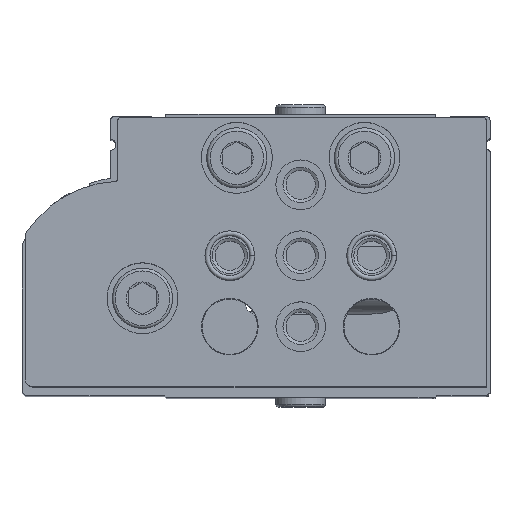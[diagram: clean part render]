
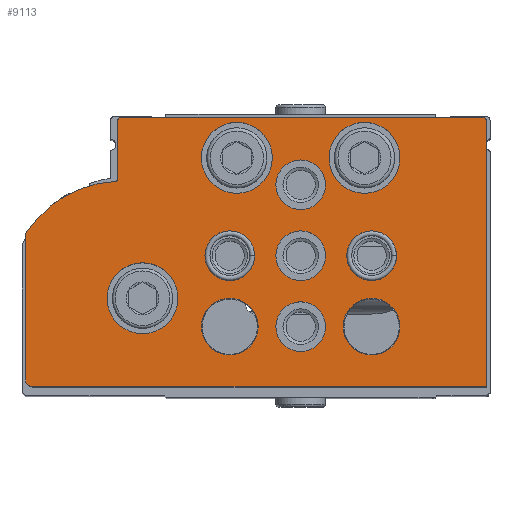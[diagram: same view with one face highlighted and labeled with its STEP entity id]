
A CAD part, top view. The second image highlights one B-rep face of the part: STEP entity #9113.
In plain terms, the highlighted face is planar.
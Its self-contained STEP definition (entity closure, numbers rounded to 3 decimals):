
#923=LINE('',#15096,#1636);
#925=LINE('',#15100,#1638);
#928=LINE('',#15108,#1641);
#933=LINE('',#15124,#1646);
#936=LINE('',#15132,#1649);
#1636=VECTOR('',#12254,1000.);
#1638=VECTOR('',#12258,1000.);
#1641=VECTOR('',#12267,1000.);
#1646=VECTOR('',#12286,1000.);
#1649=VECTOR('',#12295,1000.);
#3526=ORIENTED_EDGE('',*,*,#5154,.T.);
#3527=ORIENTED_EDGE('',*,*,#5155,.T.);
#3528=ORIENTED_EDGE('',*,*,#5156,.T.);
#3529=ORIENTED_EDGE('',*,*,#5157,.T.);
#3530=ORIENTED_EDGE('',*,*,#5158,.T.);
#3531=ORIENTED_EDGE('',*,*,#5159,.T.);
#3532=ORIENTED_EDGE('',*,*,#5160,.T.);
#3533=ORIENTED_EDGE('',*,*,#5161,.T.);
#3534=ORIENTED_EDGE('',*,*,#5162,.T.);
#3535=ORIENTED_EDGE('',*,*,#5163,.T.);
#3536=ORIENTED_EDGE('',*,*,#5131,.F.);
#3537=ORIENTED_EDGE('',*,*,#5152,.F.);
#3538=ORIENTED_EDGE('',*,*,#5150,.F.);
#3539=ORIENTED_EDGE('',*,*,#5148,.F.);
#3540=ORIENTED_EDGE('',*,*,#5146,.T.);
#3541=ORIENTED_EDGE('',*,*,#5144,.F.);
#3542=ORIENTED_EDGE('',*,*,#5142,.F.);
#3543=ORIENTED_EDGE('',*,*,#5140,.F.);
#3544=ORIENTED_EDGE('',*,*,#5138,.F.);
#3545=ORIENTED_EDGE('',*,*,#5136,.F.);
#3546=ORIENTED_EDGE('',*,*,#5134,.F.);
#5131=EDGE_CURVE('',#6123,#6124,#6688,.T.);
#5134=EDGE_CURVE('',#6124,#6125,#923,.T.);
#5136=EDGE_CURVE('',#6125,#6126,#925,.T.);
#5138=EDGE_CURVE('',#6126,#6127,#6689,.T.);
#5140=EDGE_CURVE('',#6127,#6128,#928,.T.);
#5142=EDGE_CURVE('',#6128,#6129,#6690,.T.);
#5144=EDGE_CURVE('',#6129,#6130,#6691,.T.);
#5146=EDGE_CURVE('',#6131,#6130,#6692,.T.);
#5148=EDGE_CURVE('',#6131,#6132,#933,.T.);
#5150=EDGE_CURVE('',#6132,#6133,#6693,.T.);
#5152=EDGE_CURVE('',#6133,#6123,#936,.T.);
#5154=EDGE_CURVE('',#6134,#6134,#6694,.T.);
#5155=EDGE_CURVE('',#6135,#6135,#6695,.T.);
#5156=EDGE_CURVE('',#6136,#6136,#6696,.T.);
#5157=EDGE_CURVE('',#6137,#6137,#6697,.T.);
#5158=EDGE_CURVE('',#6138,#6138,#6698,.T.);
#5159=EDGE_CURVE('',#6139,#6139,#6699,.T.);
#5160=EDGE_CURVE('',#6140,#6140,#6700,.T.);
#5161=EDGE_CURVE('',#6141,#6141,#6701,.T.);
#5162=EDGE_CURVE('',#6142,#6142,#6702,.T.);
#5163=EDGE_CURVE('',#6143,#6143,#6703,.T.);
#6123=VERTEX_POINT('',#15091);
#6124=VERTEX_POINT('',#15092);
#6125=VERTEX_POINT('',#15097);
#6126=VERTEX_POINT('',#15101);
#6127=VERTEX_POINT('',#15105);
#6128=VERTEX_POINT('',#15109);
#6129=VERTEX_POINT('',#15113);
#6130=VERTEX_POINT('',#15117);
#6131=VERTEX_POINT('',#15121);
#6132=VERTEX_POINT('',#15125);
#6133=VERTEX_POINT('',#15129);
#6134=VERTEX_POINT('',#15136);
#6135=VERTEX_POINT('',#15138);
#6136=VERTEX_POINT('',#15140);
#6137=VERTEX_POINT('',#15142);
#6138=VERTEX_POINT('',#15144);
#6139=VERTEX_POINT('',#15146);
#6140=VERTEX_POINT('',#15148);
#6141=VERTEX_POINT('',#15150);
#6142=VERTEX_POINT('',#15152);
#6143=VERTEX_POINT('',#15154);
#6688=CIRCLE('',#10049,0.5);
#6689=CIRCLE('',#10053,1.);
#6690=CIRCLE('',#10056,1.);
#6691=CIRCLE('',#10058,16.);
#6692=CIRCLE('',#10060,0.3);
#6693=CIRCLE('',#10063,0.5);
#6694=CIRCLE('',#10066,5.);
#6695=CIRCLE('',#10067,5.);
#6696=CIRCLE('',#10068,5.);
#6697=CIRCLE('',#10069,3.5);
#6698=CIRCLE('',#10070,3.5);
#6699=CIRCLE('',#10071,3.5);
#6700=CIRCLE('',#10072,3.5);
#6701=CIRCLE('',#10073,3.5);
#6702=CIRCLE('',#10074,4.);
#6703=CIRCLE('',#10075,4.);
#7313=EDGE_LOOP('',(#3526));
#7314=EDGE_LOOP('',(#3527));
#7315=EDGE_LOOP('',(#3528));
#7316=EDGE_LOOP('',(#3529));
#7317=EDGE_LOOP('',(#3530));
#7318=EDGE_LOOP('',(#3531));
#7319=EDGE_LOOP('',(#3532));
#7320=EDGE_LOOP('',(#3533));
#7321=EDGE_LOOP('',(#3534));
#7322=EDGE_LOOP('',(#3535));
#7323=EDGE_LOOP('',(#3536,#3537,#3538,#3539,#3540,#3541,#3542,#3543,#3544,
#3545,#3546));
#8130=FACE_BOUND('',#7313,.T.);
#8131=FACE_BOUND('',#7314,.T.);
#8132=FACE_BOUND('',#7315,.T.);
#8133=FACE_BOUND('',#7316,.T.);
#8134=FACE_BOUND('',#7317,.T.);
#8135=FACE_BOUND('',#7318,.T.);
#8136=FACE_BOUND('',#7319,.T.);
#8137=FACE_BOUND('',#7320,.T.);
#8138=FACE_BOUND('',#7321,.T.);
#8139=FACE_BOUND('',#7322,.T.);
#8140=FACE_BOUND('',#7323,.T.);
#8645=PLANE('',#10065);
#9113=ADVANCED_FACE('',(#8130,#8131,#8132,#8133,#8134,#8135,#8136,#8137,
#8138,#8139,#8140),#8645,.F.);
#10049=AXIS2_PLACEMENT_3D('',#15090,#12248,#12249);
#10053=AXIS2_PLACEMENT_3D('',#15104,#12262,#12263);
#10056=AXIS2_PLACEMENT_3D('',#15112,#12271,#12272);
#10058=AXIS2_PLACEMENT_3D('',#15116,#12276,#12277);
#10060=AXIS2_PLACEMENT_3D('',#15120,#12281,#12282);
#10063=AXIS2_PLACEMENT_3D('',#15128,#12290,#12291);
#10065=AXIS2_PLACEMENT_3D('',#15134,#12297,#12298);
#10066=AXIS2_PLACEMENT_3D('',#15135,#12299,#12300);
#10067=AXIS2_PLACEMENT_3D('',#15137,#12301,#12302);
#10068=AXIS2_PLACEMENT_3D('',#15139,#12303,#12304);
#10069=AXIS2_PLACEMENT_3D('',#15141,#12305,#12306);
#10070=AXIS2_PLACEMENT_3D('',#15143,#12307,#12308);
#10071=AXIS2_PLACEMENT_3D('',#15145,#12309,#12310);
#10072=AXIS2_PLACEMENT_3D('',#15147,#12311,#12312);
#10073=AXIS2_PLACEMENT_3D('',#15149,#12313,#12314);
#10074=AXIS2_PLACEMENT_3D('',#15151,#12315,#12316);
#10075=AXIS2_PLACEMENT_3D('',#15153,#12317,#12318);
#12248=DIRECTION('',(0.,0.,1.));
#12249=DIRECTION('',(1.,0.,0.));
#12254=DIRECTION('',(0.,-1.,0.));
#12258=DIRECTION('',(1.,0.,0.));
#12262=DIRECTION('',(0.,0.,1.));
#12263=DIRECTION('',(1.,0.,0.));
#12267=DIRECTION('',(0.,1.,0.));
#12271=DIRECTION('',(0.,0.,1.));
#12272=DIRECTION('',(1.,0.,0.));
#12276=DIRECTION('',(0.,0.,1.));
#12277=DIRECTION('',(1.,0.,0.));
#12281=DIRECTION('',(0.,0.,1.));
#12282=DIRECTION('',(1.,0.,0.));
#12286=DIRECTION('',(0.,1.,0.));
#12290=DIRECTION('',(0.,0.,1.));
#12291=DIRECTION('',(1.,0.,0.));
#12295=DIRECTION('',(-1.,0.,0.));
#12297=DIRECTION('',(0.,0.,1.));
#12298=DIRECTION('',(1.,0.,0.));
#12299=DIRECTION('',(0.,0.,1.));
#12300=DIRECTION('',(1.,0.,0.));
#12301=DIRECTION('',(0.,0.,1.));
#12302=DIRECTION('',(1.,0.,0.));
#12303=DIRECTION('',(0.,0.,1.));
#12304=DIRECTION('',(1.,0.,0.));
#12305=DIRECTION('',(0.,0.,1.));
#12306=DIRECTION('',(1.,0.,0.));
#12307=DIRECTION('',(0.,0.,1.));
#12308=DIRECTION('',(1.,0.,0.));
#12309=DIRECTION('',(0.,0.,1.));
#12310=DIRECTION('',(1.,0.,0.));
#12311=DIRECTION('',(0.,0.,1.));
#12312=DIRECTION('',(1.,0.,0.));
#12313=DIRECTION('',(0.,0.,1.));
#12314=DIRECTION('',(1.,0.,0.));
#12315=DIRECTION('',(0.,0.,1.));
#12316=DIRECTION('',(1.,0.,0.));
#12317=DIRECTION('',(0.,0.,1.));
#12318=DIRECTION('',(1.,0.,0.));
#15090=CARTESIAN_POINT('',(0.5,37.5,0.));
#15091=CARTESIAN_POINT('',(0.5,38.,0.));
#15092=CARTESIAN_POINT('',(0.,37.5,0.));
#15096=CARTESIAN_POINT('',(0.,37.5,0.));
#15097=CARTESIAN_POINT('',(0.,0.,0.));
#15100=CARTESIAN_POINT('',(0.,0.,0.));
#15101=CARTESIAN_POINT('',(64.,0.,0.));
#15104=CARTESIAN_POINT('',(64.,1.,0.));
#15105=CARTESIAN_POINT('',(65.,1.,0.));
#15108=CARTESIAN_POINT('',(65.,1.,0.));
#15109=CARTESIAN_POINT('',(65.,21.292,0.));
#15112=CARTESIAN_POINT('',(64.,21.292,0.));
#15113=CARTESIAN_POINT('',(64.833,21.844,0.));
#15116=CARTESIAN_POINT('',(51.5,13.,0.));
#15117=CARTESIAN_POINT('',(52.285,28.981,0.));
#15120=CARTESIAN_POINT('',(52.3,29.28,0.));
#15121=CARTESIAN_POINT('',(52.,29.28,0.));
#15124=CARTESIAN_POINT('',(52.,29.28,0.));
#15125=CARTESIAN_POINT('',(52.,37.5,0.));
#15128=CARTESIAN_POINT('',(51.5,37.5,0.));
#15129=CARTESIAN_POINT('',(51.5,38.,0.));
#15132=CARTESIAN_POINT('',(51.5,38.,0.));
#15134=CARTESIAN_POINT('',(0.5,37.5,0.));
#15135=CARTESIAN_POINT('',(48.5,12.5,0.));
#15136=CARTESIAN_POINT('',(53.5,12.5,0.));
#15137=CARTESIAN_POINT('',(35.2,32.3,0.));
#15138=CARTESIAN_POINT('',(40.2,32.3,0.));
#15139=CARTESIAN_POINT('',(17.2,32.3,0.));
#15140=CARTESIAN_POINT('',(22.2,32.3,0.));
#15141=CARTESIAN_POINT('',(26.2,28.5,0.));
#15142=CARTESIAN_POINT('',(29.7,28.5,0.));
#15143=CARTESIAN_POINT('',(36.2,18.5,0.));
#15144=CARTESIAN_POINT('',(39.7,18.5,0.));
#15145=CARTESIAN_POINT('',(26.2,18.5,0.));
#15146=CARTESIAN_POINT('',(29.7,18.5,0.));
#15147=CARTESIAN_POINT('',(16.2,18.5,0.));
#15148=CARTESIAN_POINT('',(19.7,18.5,0.));
#15149=CARTESIAN_POINT('',(26.2,8.5,0.));
#15150=CARTESIAN_POINT('',(29.7,8.5,0.));
#15151=CARTESIAN_POINT('',(36.2,8.5,0.));
#15152=CARTESIAN_POINT('',(40.2,8.5,0.));
#15153=CARTESIAN_POINT('',(16.2,8.5,0.));
#15154=CARTESIAN_POINT('',(20.2,8.5,0.));
